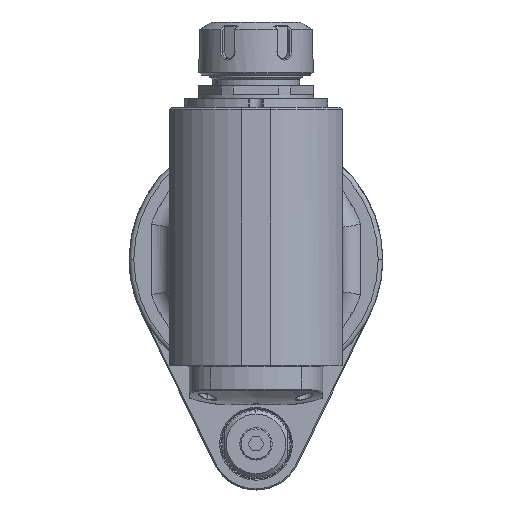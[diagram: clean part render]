
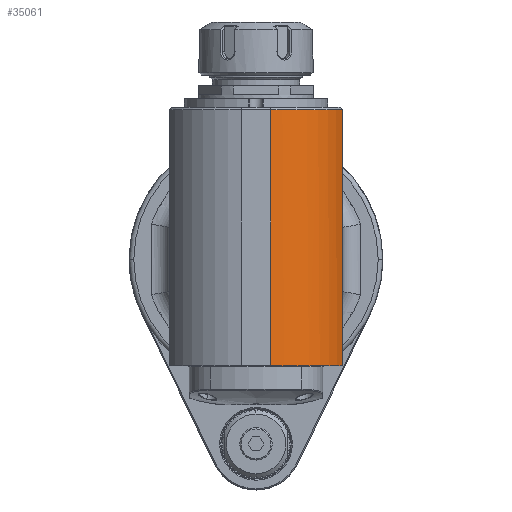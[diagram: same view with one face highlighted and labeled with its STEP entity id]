
A CAD part, front view. The second image highlights one B-rep face of the part: STEP entity #35061.
In plain terms, the highlighted cylindrical face has radius 40 mm (diameter 80 mm), a partial arc.
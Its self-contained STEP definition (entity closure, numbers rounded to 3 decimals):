
#2460=CARTESIAN_POINT('',(0.,2.,-46.));
#2461=DIRECTION('',(0.,0.,1.));
#2462=DIRECTION('',(0.158,-0.988,0.));
#2463=AXIS2_PLACEMENT_3D('',#2460,#2461,#2462);
#3263=DIRECTION('',(0.,0.,-1.));
#3264=VECTOR('',#3263,111.);
#3265=CARTESIAN_POINT('',(37.5,-11.919,65.));
#3266=LINE('',#3265,#3264);
#3267=DIRECTION('',(0.,0.,-1.));
#3268=VECTOR('',#3267,111.);
#3269=CARTESIAN_POINT('',(6.305,-37.5,65.));
#3270=LINE('',#3269,#3268);
#3283=CARTESIAN_POINT('',(37.5,-11.919,65.));
#3284=CARTESIAN_POINT('',(37.374,-12.258,65.));
#3285=CARTESIAN_POINT('',(37.114,-12.932,65.));
#3286=CARTESIAN_POINT('',(36.696,-13.932,65.));
#3287=CARTESIAN_POINT('',(36.251,-14.92,65.));
#3288=CARTESIAN_POINT('',(35.779,-15.896,65.));
#3289=CARTESIAN_POINT('',(35.28,-16.859,65.));
#3290=CARTESIAN_POINT('',(34.756,-17.809,65.));
#3291=CARTESIAN_POINT('',(34.207,-18.743,65.));
#3292=CARTESIAN_POINT('',(33.632,-19.663,65.));
#3293=CARTESIAN_POINT('',(33.032,-20.567,65.));
#3294=CARTESIAN_POINT('',(32.409,-21.454,65.));
#3295=CARTESIAN_POINT('',(31.761,-22.323,65.));
#3296=CARTESIAN_POINT('',(31.09,-23.175,65.));
#3297=CARTESIAN_POINT('',(30.396,-24.009,65.));
#3298=CARTESIAN_POINT('',(29.68,-24.823,65.));
#3299=CARTESIAN_POINT('',(28.942,-25.618,65.));
#3300=CARTESIAN_POINT('',(28.183,-26.392,65.));
#3301=CARTESIAN_POINT('',(27.403,-27.145,65.));
#3302=CARTESIAN_POINT('',(26.603,-27.877,65.));
#3303=CARTESIAN_POINT('',(25.784,-28.588,65.));
#3304=CARTESIAN_POINT('',(24.945,-29.275,65.));
#3305=CARTESIAN_POINT('',(24.088,-29.94,65.));
#3306=CARTESIAN_POINT('',(23.214,-30.581,65.));
#3307=CARTESIAN_POINT('',(22.322,-31.198,65.));
#3308=CARTESIAN_POINT('',(21.414,-31.791,65.));
#3309=CARTESIAN_POINT('',(20.49,-32.359,65.));
#3310=CARTESIAN_POINT('',(19.552,-32.902,65.));
#3311=CARTESIAN_POINT('',(18.599,-33.419,65.));
#3312=CARTESIAN_POINT('',(17.632,-33.91,65.));
#3313=CARTESIAN_POINT('',(16.652,-34.375,65.));
#3314=CARTESIAN_POINT('',(15.66,-34.812,65.));
#3315=CARTESIAN_POINT('',(14.657,-35.223,65.));
#3316=CARTESIAN_POINT('',(13.642,-35.607,65.));
#3317=CARTESIAN_POINT('',(12.618,-35.963,65.));
#3318=CARTESIAN_POINT('',(11.584,-36.291,65.));
#3319=CARTESIAN_POINT('',(10.542,-36.591,65.));
#3320=CARTESIAN_POINT('',(9.493,-36.862,65.));
#3321=CARTESIAN_POINT('',(8.436,-37.105,65.));
#3322=CARTESIAN_POINT('',(7.373,-37.32,65.));
#3323=CARTESIAN_POINT('',(6.661,-37.443,65.));
#3324=CARTESIAN_POINT('',(6.305,-37.5,65.));
#29047=CARTESIAN_POINT('',(6.305,-37.5,-46.));
#29049=VERTEX_POINT('',#29047);
#29053=CARTESIAN_POINT('',(37.5,-11.919,-46.));
#29054=VERTEX_POINT('',#29053);
#29080=CARTESIAN_POINT('',(6.305,-37.5,
65.));
#29082=VERTEX_POINT('',#29080);
#29089=CARTESIAN_POINT('',(37.5,-11.919,
65.));
#29090=VERTEX_POINT('',#29089);
#35048=CARTESIAN_POINT('',(0.,2.,66.));
#35049=DIRECTION('',(0.,0.,-1.));
#35050=DIRECTION('',(-1.,0.,0.));
#35051=AXIS2_PLACEMENT_3D('',#35048,#35049,#35050);
#35052=CYLINDRICAL_SURFACE('',#35051,40.);
#35054=ORIENTED_EDGE('',*,*,#35053,.F.);
#35055=ORIENTED_EDGE('',*,*,#35042,.T.);
#35056=ORIENTED_EDGE('',*,*,#34517,.F.);
#35058=ORIENTED_EDGE('',*,*,#35057,.F.);
#35059=EDGE_LOOP('',(#35054,#35055,#35056,#35058));
#35060=FACE_OUTER_BOUND('',#35059,.F.);
#35061=ADVANCED_FACE('',(#35060),#35052,.T.);
#2464=CIRCLE('',#2463,40.);
#3325=B_SPLINE_CURVE_WITH_KNOTS('',3,(#3283,#3284,#3285,#3286,#3287,#3288,#3289,
#3290,#3291,#3292,#3293,#3294,#3295,#3296,#3297,#3298,#3299,#3300,#3301,#3302,
#3303,#3304,#3305,#3306,#3307,#3308,#3309,#3310,#3311,#3312,#3313,#3314,#3315,
#3316,#3317,#3318,#3319,#3320,#3321,#3322,#3323,#3324),.UNSPECIFIED.,.F.,.F.,(4,
1,1,1,1,1,1,1,1,1,1,1,1,1,1,1,1,1,1,1,1,1,1,1,1,1,1,1,1,1,1,1,1,1,1,1,1,1,1,4),(
0.,0.026,0.051,0.077,0.103,
0.128,0.154,0.179,0.205,
0.231,0.256,0.282,0.308,
0.333,0.359,0.385,0.41,
0.436,0.462,0.487,0.513,
0.538,0.564,0.59,0.615,
0.641,0.667,0.692,0.718,
0.744,0.769,0.795,0.821,
0.846,0.872,0.897,0.923,
0.949,0.974,1.),.UNSPECIFIED.);
#34517=EDGE_CURVE('',#29049,#29054,#2464,.T.);
#35042=EDGE_CURVE('',#29090,#29054,#3266,.T.);
#35053=EDGE_CURVE('',#29090,#29082,#3325,.T.);
#35057=EDGE_CURVE('',#29082,#29049,#3270,.T.);
